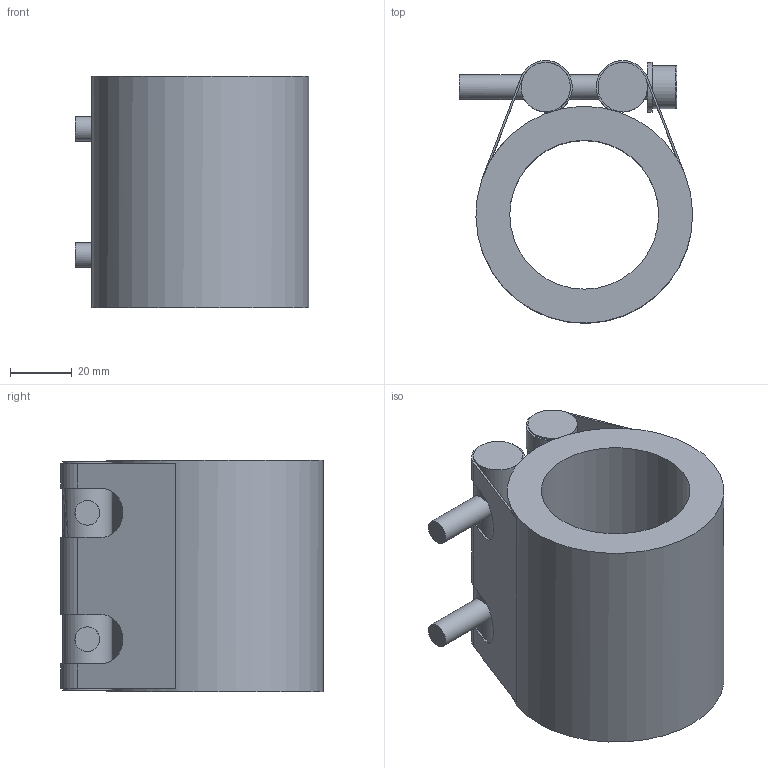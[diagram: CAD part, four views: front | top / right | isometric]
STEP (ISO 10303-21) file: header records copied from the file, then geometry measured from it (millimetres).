
FILE_DESCRIPTION(/* description */ (''),/* implementation_level */ '2;1');
FILE_NAME(/* name */ 'OF1L 48.3.stp',/* time_stamp */ '2013-10-11T11:09:41+02:00',/* author */ ('RS_15K'),/* organization */ (''),/* preprocessor_version */ 'ST-DEVELOPER v15.2',/* originating_system */ 'Autodesk Inventor 2014',/* authorisation */ '');
FILE_SCHEMA (('AUTOMOTIVE_DESIGN { 1 0 10303 214 3 1 1 }'));
Length unit declared in the file: millimetre
Products named in the file (1): Straub
Bounding box: 75.64 x 85.15 x 75 mm (x, y, z)
Volume: 192876.5 mm3; surface area: 49735 mm2
Topology: 1 solids, 1 shells, 92 faces, 274 edges, 175 vertices
Faces by surface type: plane 60, cylinder 30, torus 2
Full cylindrical faces by diameter (mm): 8 x4, 14 x2, 16 x4, 48.3 x1, 70.3 x1
Entity records: 3201 total; most frequent: CARTESIAN_POINT 763, DIRECTION 496, ORIENTED_EDGE 492, EDGE_CURVE 238, AXIS2_PLACEMENT_3D 175, VERTEX_POINT 164, LINE 146, VECTOR 146
